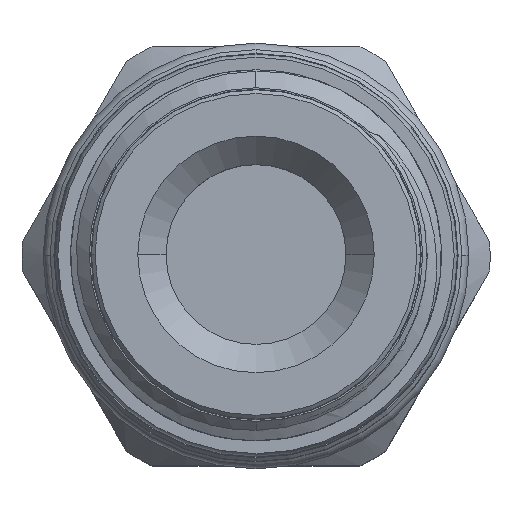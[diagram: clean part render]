
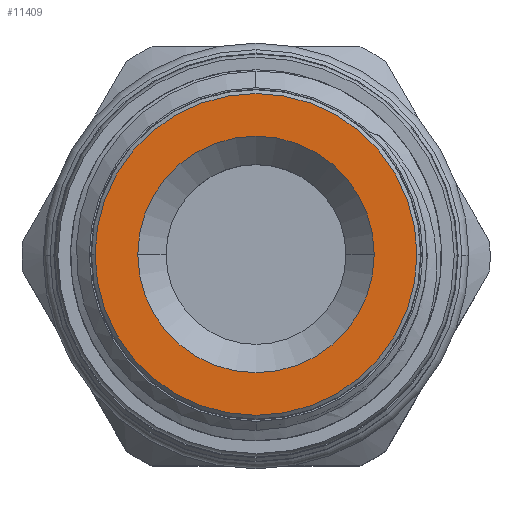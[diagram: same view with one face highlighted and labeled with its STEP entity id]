
A CAD part, top view. The second image highlights one B-rep face of the part: STEP entity #11409.
In plain terms, the highlighted planar face has unit normal (0, 0, 1).
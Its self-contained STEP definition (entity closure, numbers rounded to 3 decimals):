
#281 = DIRECTION ( 'NONE',  ( -1., 0., 0. ) ) ;
#310 = VERTEX_POINT ( 'NONE', #1552 ) ;
#316 = FACE_BOUND ( 'NONE', #12681, .T. ) ;
#357 = DIRECTION ( 'NONE',  ( -1., 0., 0. ) ) ;
#1007 = VERTEX_POINT ( 'NONE', #9073 ) ;
#1101 = VERTEX_POINT ( 'NONE', #1723 ) ;
#1378 = CIRCLE ( 'NONE', #8047, 8.525 ) ;
#1457 = CIRCLE ( 'NONE', #10571, 6.265 ) ;
#1552 = CARTESIAN_POINT ( 'NONE',  ( -8.525, 0., 32.994 ) ) ;
#1723 = CARTESIAN_POINT ( 'NONE',  ( 8.525, 0., 32.994 ) ) ;
#2482 = CIRCLE ( 'NONE', #9469, 8.525 ) ;
#2862 = FACE_OUTER_BOUND ( 'NONE', #11213, .T. ) ;
#4920 = ORIENTED_EDGE ( 'NONE', *, *, #9384, .T. ) ;
#5015 = CARTESIAN_POINT ( 'NONE',  ( -6.265, 0., 32.994 ) ) ;
#5115 = EDGE_CURVE ( 'NONE', #1101, #310, #2482, .T. ) ;
#5166 = ORIENTED_EDGE ( 'NONE', *, *, #10545, .T. ) ;
#5502 = CARTESIAN_POINT ( 'NONE',  ( 0., 0., 32.994 ) ) ;
#5567 = DIRECTION ( 'NONE',  ( -1., 0., 0. ) ) ;
#5923 = ORIENTED_EDGE ( 'NONE', *, *, #6787, .T. ) ;
#6083 = PLANE ( 'NONE',  #7014 ) ;
#6710 = DIRECTION ( 'NONE',  ( -1., 0., 0. ) ) ;
#6786 = CARTESIAN_POINT ( 'NONE',  ( 0., 0., 32.994 ) ) ;
#6787 = EDGE_CURVE ( 'NONE', #12641, #1007, #1457, .T. ) ;
#7014 = AXIS2_PLACEMENT_3D ( 'NONE', #9396, #10667, #11842 ) ;
#7907 = CARTESIAN_POINT ( 'NONE',  ( 0., 0., 32.994 ) ) ;
#8047 = AXIS2_PLACEMENT_3D ( 'NONE', #11118, #10027, #357 ) ;
#8313 = ORIENTED_EDGE ( 'NONE', *, *, #5115, .T. ) ;
#8378 = CIRCLE ( 'NONE', #13864, 6.265 ) ;
#9003 = DIRECTION ( 'NONE',  ( 0., 0., 1. ) ) ;
#9073 = CARTESIAN_POINT ( 'NONE',  ( 6.265, 0., 32.994 ) ) ;
#9384 = EDGE_CURVE ( 'NONE', #1007, #12641, #8378, .T. ) ;
#9396 = CARTESIAN_POINT ( 'NONE',  ( 0., 0., 32.994 ) ) ;
#9469 = AXIS2_PLACEMENT_3D ( 'NONE', #7907, #9003, #5567 ) ;
#10027 = DIRECTION ( 'NONE',  ( 0., 0., 1. ) ) ;
#10545 = EDGE_CURVE ( 'NONE', #310, #1101, #1378, .T. ) ;
#10571 = AXIS2_PLACEMENT_3D ( 'NONE', #6786, #12283, #281 ) ;
#10667 = DIRECTION ( 'NONE',  ( 0., 0., -1. ) ) ;
#11018 = DIRECTION ( 'NONE',  ( 0., 0., -1. ) ) ;
#11118 = CARTESIAN_POINT ( 'NONE',  ( 0., 0., 32.994 ) ) ;
#11213 = EDGE_LOOP ( 'NONE', ( #5166, #8313 ) ) ;
#11409 = ADVANCED_FACE ( 'NONE', ( #2862, #316 ), #6083, .F. ) ;
#11842 = DIRECTION ( 'NONE',  ( -1., 0., 0. ) ) ;
#12283 = DIRECTION ( 'NONE',  ( 0., 0., -1. ) ) ;
#12641 = VERTEX_POINT ( 'NONE', #5015 ) ;
#12681 = EDGE_LOOP ( 'NONE', ( #4920, #5923 ) ) ;
#13864 = AXIS2_PLACEMENT_3D ( 'NONE', #5502, #11018, #6710 ) ;
